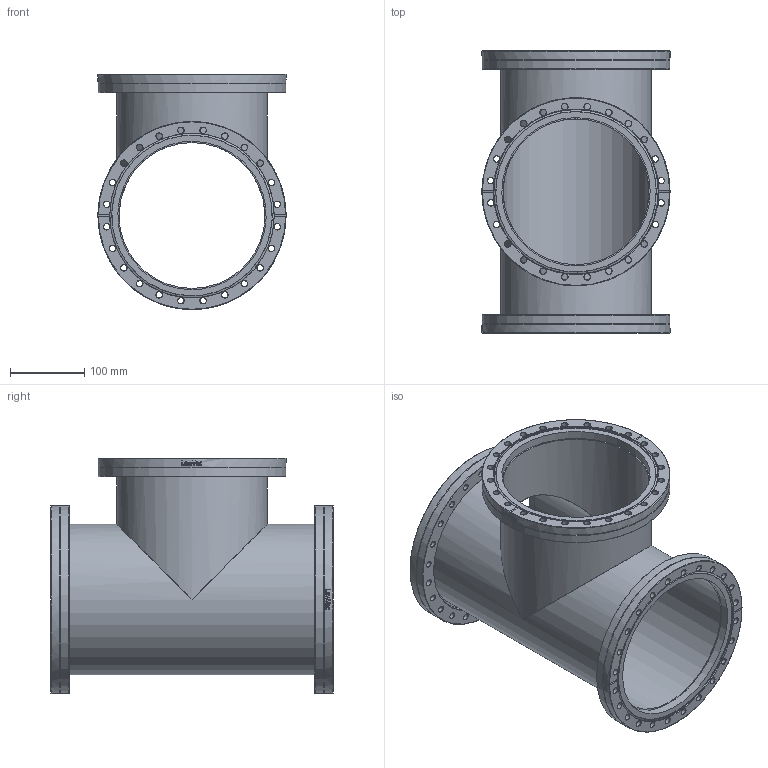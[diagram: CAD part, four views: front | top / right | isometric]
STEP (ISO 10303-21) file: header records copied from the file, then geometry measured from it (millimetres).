
FILE_DESCRIPTION(/* description */ (''),/* implementation_level */ '2;1');
FILE_NAME(/* name */ 'FL-T200CF.stp',/* time_stamp */ '2018-02-28T11:42:17+00:00',/* author */ ('paul'),/* organization */ (''),/* preprocessor_version */ 'ST-DEVELOPER v17',/* originating_system */ 'Autodesk Inventor 2018',/* authorisation */ '');
FILE_SCHEMA (('AUTOMOTIVE_DESIGN { 1 0 10303 214 3 1 1 }'));
Length unit declared in the file: millimetre
Products named in the file (7): FL-T200CF; FL-200CF-203; FL-200CFR-203; FL-200CFR OUTER; FL-200CFR-203 INNER; main tube; side tube
Assembly tree (7 placements, depth 3):
  FL-T200CF
    FL-200CF-203
    FL-200CFR-203  x2
      FL-200CFR OUTER
      FL-200CFR-203 INNER
    main tube
    side tube
Bounding box: 254 x 381 x 317.5 mm (x, y, z)
Volume: 2002606 mm3; surface area: 839530.7 mm2
Topology: 7 solids, 7 shells, 568 faces, 1692 edges, 1114 vertices
Faces by surface type: cone 165, bspline 159, cylinder 125, plane 116, torus 3
Full cylindrical faces by diameter (mm): 8.4 x72, 197 x2, 200.4 x3, 203.2 x2, 203.7 x3, 211 x2, 222 x2, 222.2 x3, 254 x6
Entity records: 38508 total; most frequent: CARTESIAN_POINT 28530, ORIENTED_EDGE 2216, DIRECTION 1791, EDGE_CURVE 1108, VERTEX_POINT 729, AXIS2_PLACEMENT_3D 709, EDGE_LOOP 479, CIRCLE 407
